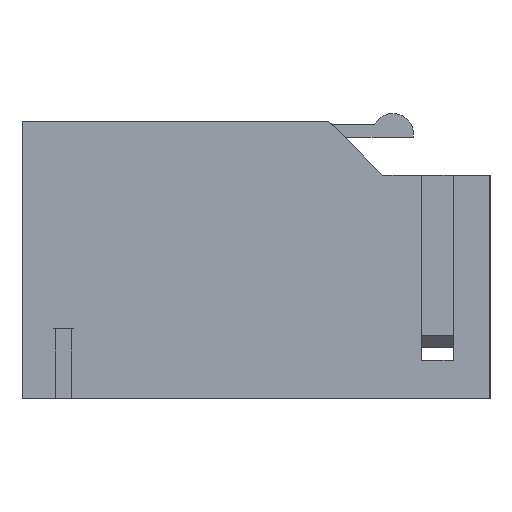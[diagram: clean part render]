
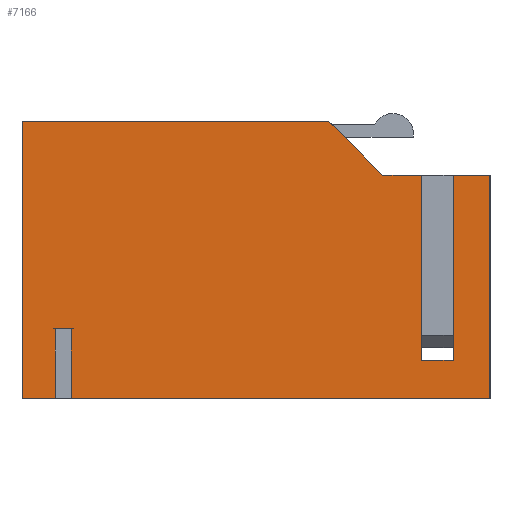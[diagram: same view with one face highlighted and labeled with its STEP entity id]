
A CAD part, left-side view. The second image highlights one B-rep face of the part: STEP entity #7166.
In plain terms, the highlighted planar face has unit normal (-1, 0, 0).
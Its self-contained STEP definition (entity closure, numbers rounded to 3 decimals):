
#4756=DIRECTION('',(0.,0.,-1.));
#4757=VECTOR('',#4756,29.198);
#4758=CARTESIAN_POINT('',(-34.75,38.3,37.1));
#4759=LINE('',#4758,#4757);
#4784=DIRECTION('',(0.,0.,1.));
#4785=VECTOR('',#4784,29.198);
#4786=CARTESIAN_POINT('',(-34.75,33.3,7.902));
#4787=LINE('',#4786,#4785);
#4826=DIRECTION('',(0.,-1.,0.));
#4827=VECTOR('',#4826,66.004);
#4828=CARTESIAN_POINT('',(-34.75,93.504,1.902));
#4829=LINE('',#4828,#4827);
#4833=DIRECTION('',(0.,0.,-1.));
#4834=VECTOR('',#4833,11.);
#4835=CARTESIAN_POINT('',(-34.75,93.504,12.902));
#4836=LINE('',#4835,#4834);
#4840=DIRECTION('',(0.,-1.,0.));
#4841=VECTOR('',#4840,2.591);
#4842=CARTESIAN_POINT('',(-34.75,96.095,12.902));
#4843=LINE('',#4842,#4841);
#4847=DIRECTION('',(0.,0.,1.));
#4848=VECTOR('',#4847,11.);
#4849=CARTESIAN_POINT('',(-34.75,96.095,1.902));
#4850=LINE('',#4849,#4848);
#4854=DIRECTION('',(0.,-1.,0.));
#4855=VECTOR('',#4854,5.205);
#4856=CARTESIAN_POINT('',(-34.75,101.3,1.902));
#4857=LINE('',#4856,#4855);
#4861=DIRECTION('',(0.,0.,-1.));
#4862=VECTOR('',#4861,43.698);
#4863=CARTESIAN_POINT('',(-34.75,101.3,45.6));
#4864=LINE('',#4863,#4862);
#4868=DIRECTION('',(0.,1.,0.));
#4869=VECTOR('',#4868,48.399);
#4870=CARTESIAN_POINT('',(-34.75,52.901,45.6));
#4871=LINE('',#4870,#4869);
#4875=DIRECTION('',(0.,0.707,0.707));
#4876=VECTOR('',#4875,12.021);
#4877=CARTESIAN_POINT('',(-34.75,44.401,37.1));
#4878=LINE('',#4877,#4876);
#4882=DIRECTION('',(0.,1.,0.));
#4883=VECTOR('',#4882,6.101);
#4884=CARTESIAN_POINT('',(-34.75,38.3,37.1));
#4885=LINE('',#4884,#4883);
#4889=DIRECTION('',(0.,1.,0.));
#4890=VECTOR('',#4889,5.);
#4891=CARTESIAN_POINT('',(-34.75,33.3,7.902));
#4892=LINE('',#4891,#4890);
#4896=DIRECTION('',(0.,1.,0.));
#4897=VECTOR('',#4896,5.8);
#4898=CARTESIAN_POINT('',(-34.75,27.5,37.1));
#4899=LINE('',#4898,#4897);
#5001=DIRECTION('',(0.,0.,-1.));
#5002=VECTOR('',#5001,35.198);
#5003=CARTESIAN_POINT('',(-34.75,27.5,37.1));
#5004=LINE('',#5003,#5002);
#6615=CARTESIAN_POINT('',(-34.75,44.401,37.1));
#6617=VERTEX_POINT('',#6615);
#6629=CARTESIAN_POINT('',(-34.75,52.901,45.6));
#6630=VERTEX_POINT('',#6629);
#6635=CARTESIAN_POINT('',(-34.75,27.5,37.1));
#6636=VERTEX_POINT('',#6635);
#6643=CARTESIAN_POINT('',(-34.75,38.3,37.1));
#6644=VERTEX_POINT('',#6643);
#6655=CARTESIAN_POINT('',(-34.75,27.5,1.902));
#6656=VERTEX_POINT('',#6655);
#6669=CARTESIAN_POINT('',(-34.75,101.3,45.6));
#6670=VERTEX_POINT('',#6669);
#6689=CARTESIAN_POINT('',(-34.75,33.3,37.1));
#6690=VERTEX_POINT('',#6689);
#6707=CARTESIAN_POINT('',(-34.75,101.3,1.902));
#6708=VERTEX_POINT('',#6707);
#6709=CARTESIAN_POINT('',(-34.75,38.3,7.902));
#6710=VERTEX_POINT('',#6709);
#6733=CARTESIAN_POINT('',(-34.75,93.504,1.902));
#6734=VERTEX_POINT('',#6733);
#6753=CARTESIAN_POINT('',(-34.75,96.095,1.902));
#6754=VERTEX_POINT('',#6753);
#6755=CARTESIAN_POINT('',(-34.75,33.3,7.902));
#6756=VERTEX_POINT('',#6755);
#6781=CARTESIAN_POINT('',(-34.75,93.504,12.902));
#6782=VERTEX_POINT('',#6781);
#6793=CARTESIAN_POINT('',(-34.75,96.095,12.902));
#6794=VERTEX_POINT('',#6793);
#7136=CARTESIAN_POINT('',(-34.75,36.05,35.1));
#7137=DIRECTION('',(-1.,0.,0.));
#7138=DIRECTION('',(0.,0.,1.));
#7139=AXIS2_PLACEMENT_3D('',#7136,#7137,#7138);
#7140=PLANE('',#7139);
#7142=ORIENTED_EDGE('',*,*,#7141,.T.);
#7144=ORIENTED_EDGE('',*,*,#7143,.F.);
#7146=ORIENTED_EDGE('',*,*,#7145,.F.);
#7148=ORIENTED_EDGE('',*,*,#7147,.F.);
#7150=ORIENTED_EDGE('',*,*,#7149,.F.);
#7152=ORIENTED_EDGE('',*,*,#7151,.F.);
#7154=ORIENTED_EDGE('',*,*,#7153,.F.);
#7156=ORIENTED_EDGE('',*,*,#7155,.F.);
#7157=ORIENTED_EDGE('',*,*,#6990,.F.);
#7158=ORIENTED_EDGE('',*,*,#7023,.F.);
#7159=ORIENTED_EDGE('',*,*,#7075,.T.);
#7161=ORIENTED_EDGE('',*,*,#7160,.F.);
#7162=ORIENTED_EDGE('',*,*,#7114,.T.);
#7163=ORIENTED_EDGE('',*,*,#7038,.F.);
#7164=EDGE_LOOP('',(#7142,#7144,#7146,#7148,#7150,#7152,#7154,#7156,#7157,#7158,
#7159,#7161,#7162,#7163));
#7165=FACE_OUTER_BOUND('',#7164,.F.);
#6990=EDGE_CURVE('',#6617,#6630,#4878,.T.);
#7023=EDGE_CURVE('',#6644,#6617,#4885,.T.);
#7038=EDGE_CURVE('',#6636,#6690,#4899,.T.);
#7075=EDGE_CURVE('',#6644,#6710,#4759,.T.);
#7114=EDGE_CURVE('',#6756,#6690,#4787,.T.);
#7141=EDGE_CURVE('',#6636,#6656,#5004,.T.);
#7143=EDGE_CURVE('',#6734,#6656,#4829,.T.);
#7145=EDGE_CURVE('',#6782,#6734,#4836,.T.);
#7147=EDGE_CURVE('',#6794,#6782,#4843,.T.);
#7149=EDGE_CURVE('',#6754,#6794,#4850,.T.);
#7151=EDGE_CURVE('',#6708,#6754,#4857,.T.);
#7153=EDGE_CURVE('',#6670,#6708,#4864,.T.);
#7155=EDGE_CURVE('',#6630,#6670,#4871,.T.);
#7160=EDGE_CURVE('',#6756,#6710,#4892,.T.);
#7166=ADVANCED_FACE('',(#7165),#7140,.T.);
